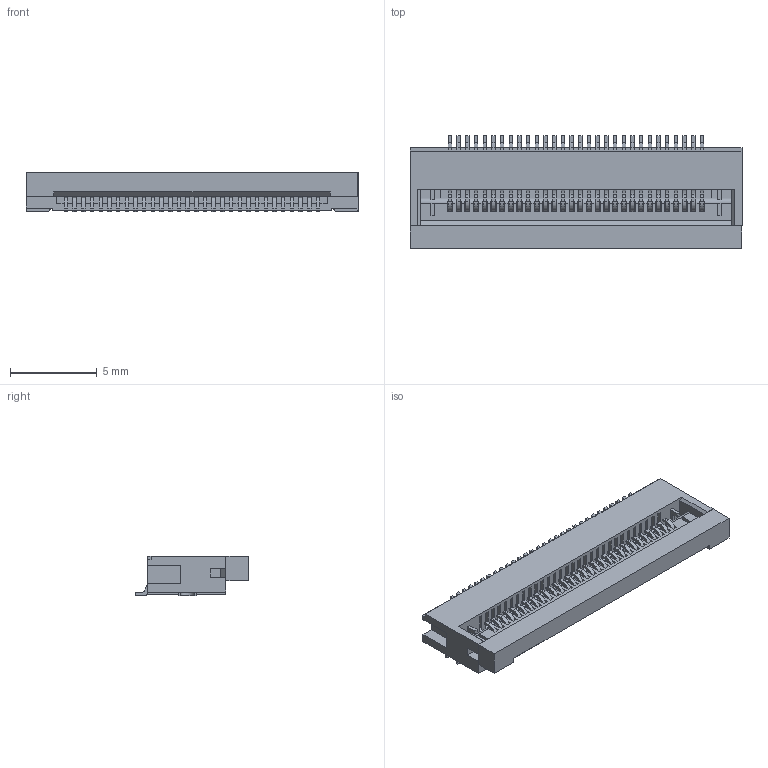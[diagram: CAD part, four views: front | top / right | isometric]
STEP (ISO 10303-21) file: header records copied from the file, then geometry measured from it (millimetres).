
FILE_DESCRIPTION( ( 'Unknown' ), '1' );
FILE_NAME( '687130149022.stp', 'Unknown', ( 'Quentin LAIDEBEUR' ), ( 'WE' ), 'PSStep 15.0.49', 'Sample-box', ' ' );
FILE_SCHEMA( ( 'AUTOMOTIVE_DESIGN { 1 0 10303 214 1 1 1 1 }' ) );
Length unit declared in the file: millimetre
Products named in the file (6): Assem1; 6871xx149022_Pin; 6871xx149022_Patte; 6871xx149022_Patte2; 687130149022; 687130149022_Actuator
Assembly tree (34 placements, depth 2):
  Assem1
    6871xx149022_Pin  x30
    6871xx149022_Patte
    6871xx149022_Patte2
    687130149022
    687130149022_Actuator
Bounding box: 19.1 x 6.5 x 2.25 mm (x, y, z)
Volume: 165.8 mm3; surface area: 1203.8 mm2
Topology: 34 solids, 34 shells, 1614 faces, 4942 edges, 3268 vertices
Faces by surface type: plane 1186, cylinder 428
Entity records: 22555 total; most frequent: ORIENTED_EDGE 3446, CARTESIAN_POINT 3363, DIRECTION 2923, EDGE_CURVE 1723, LINE 1559, VECTOR 1559, VERTEX_POINT 1122, AXIS2_PLACEMENT_3D 682
